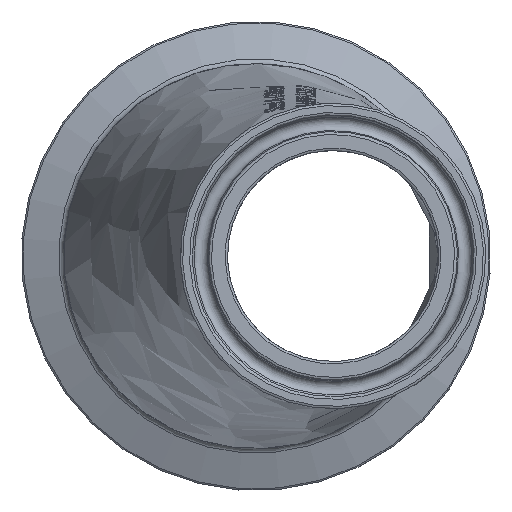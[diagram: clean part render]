
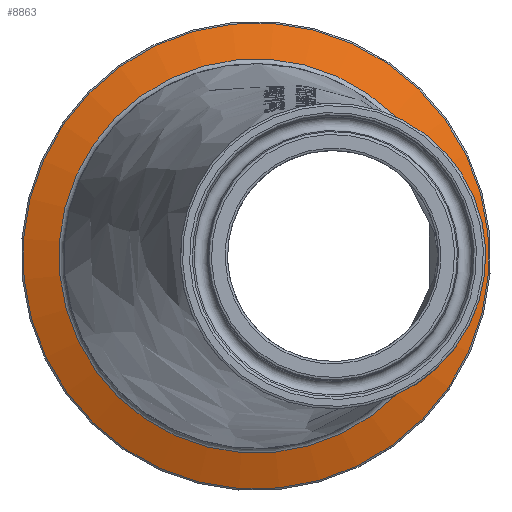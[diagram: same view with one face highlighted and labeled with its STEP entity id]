
A CAD part, left-side view. The second image highlights one B-rep face of the part: STEP entity #8863.
In plain terms, the highlighted conical face has half-angle 70 degrees and reference radius 35.223 mm.
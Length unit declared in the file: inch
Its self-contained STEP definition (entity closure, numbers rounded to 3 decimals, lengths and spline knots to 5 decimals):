
#13=CONICAL_SURFACE('',#9239,1.38675,70.);
#575=FACE_BOUND('',#1620,.T.);
#1071=FACE_OUTER_BOUND('',#1619,.T.);
#1619=EDGE_LOOP('',(#8236));
#1620=EDGE_LOOP('',(#8237));
#3383=CIRCLE('',#9238,1.51363);
#3384=CIRCLE('',#9240,1.27961);
#4281=VERTEX_POINT('',#19814);
#4282=VERTEX_POINT('',#19817);
#5608=EDGE_CURVE('',#4281,#4281,#3383,.T.);
#5609=EDGE_CURVE('',#4282,#4282,#3384,.T.);
#8236=ORIENTED_EDGE('',*,*,#5609,.F.);
#8237=ORIENTED_EDGE('',*,*,#5608,.F.);
#8863=ADVANCED_FACE('',(#1071,#575),#13,.T.);
#9238=AXIS2_PLACEMENT_3D('',#19815,#10413,#10414);
#9239=AXIS2_PLACEMENT_3D('',#19816,#10415,#10416);
#9240=AXIS2_PLACEMENT_3D('',#19818,#10417,#10418);
#10413=DIRECTION('center_axis',(1.,0.,0.));
#10414=DIRECTION('ref_axis',(0.,0.912,0.41));
#10415=DIRECTION('center_axis',(1.,0.,0.));
#10416=DIRECTION('ref_axis',(0.,-0.912,
-0.41));
#10417=DIRECTION('center_axis',(-1.,0.,0.));
#10418=DIRECTION('ref_axis',(0.,0.912,0.41));
#19814=CARTESIAN_POINT('',(4.64792,-0.99458,-0.64397));
#19815=CARTESIAN_POINT('Origin',(4.64792,0.38569,-0.02274));
#19816=CARTESIAN_POINT('Origin',(4.60174,0.38569,-0.02274));
#19817=CARTESIAN_POINT('',(4.56275,-0.78118,-0.54792));
#19818=CARTESIAN_POINT('Origin',(4.56275,0.38569,-0.02274));
